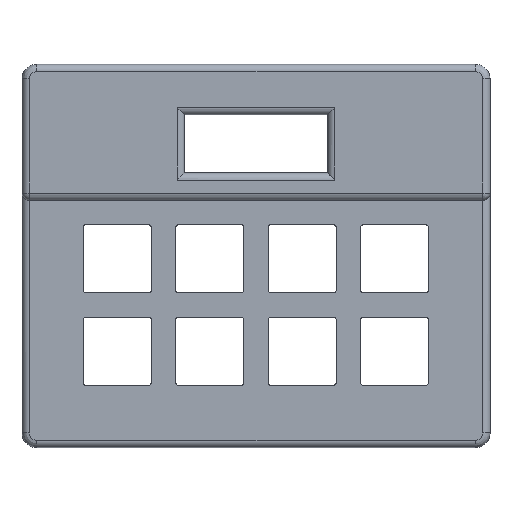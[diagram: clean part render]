
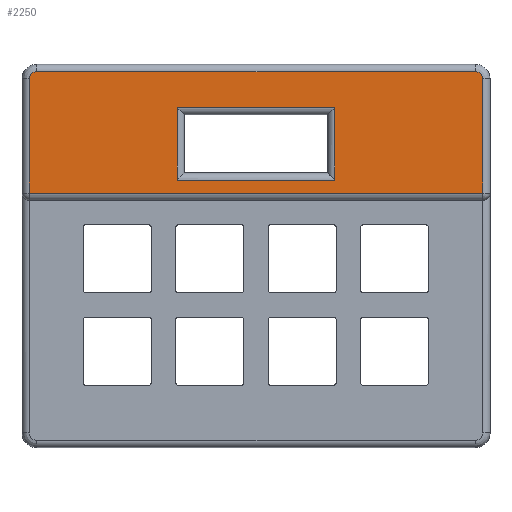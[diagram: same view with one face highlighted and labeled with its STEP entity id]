
A CAD part, top view. The second image highlights one B-rep face of the part: STEP entity #2250.
In plain terms, the highlighted planar face has unit normal (0, 0, 1).
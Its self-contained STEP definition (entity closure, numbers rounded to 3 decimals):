
#31=FACE_BOUND('',#268,.T.);
#57=PLANE('',#2425);
#138=FACE_OUTER_BOUND('',#267,.T.);
#267=EDGE_LOOP('',(#1632,#1633,#1634,#1635,#1636,#1637));
#268=EDGE_LOOP('',(#1638,#1639,#1640,#1641));
#418=LINE('',#3451,#639);
#420=LINE('',#3457,#641);
#422=LINE('',#3475,#643);
#423=LINE('',#3491,#644);
#431=LINE('',#3507,#652);
#432=LINE('',#3509,#653);
#433=LINE('',#3511,#654);
#434=LINE('',#3512,#655);
#639=VECTOR('',#2734,10.);
#641=VECTOR('',#2740,10.);
#643=VECTOR('',#2752,10.);
#644=VECTOR('',#2761,10.);
#652=VECTOR('',#2781,10.);
#653=VECTOR('',#2782,10.);
#654=VECTOR('',#2783,10.);
#655=VECTOR('',#2784,10.);
#855=CIRCLE('',#2412,1.5);
#859=CIRCLE('',#2417,1.5);
#968=VERTEX_POINT('',#3383);
#971=VERTEX_POINT('',#3390);
#986=VERTEX_POINT('',#3455);
#987=VERTEX_POINT('',#3468);
#988=VERTEX_POINT('',#3473);
#990=VERTEX_POINT('',#3486);
#991=VERTEX_POINT('',#3505);
#992=VERTEX_POINT('',#3506);
#993=VERTEX_POINT('',#3508);
#994=VERTEX_POINT('',#3510);
#1220=EDGE_CURVE('',#968,#971,#418,.T.);
#1223=EDGE_CURVE('',#986,#968,#420,.T.);
#1226=EDGE_CURVE('',#987,#986,#855,.T.);
#1229=EDGE_CURVE('',#988,#987,#422,.T.);
#1231=EDGE_CURVE('',#990,#988,#859,.T.);
#1233=EDGE_CURVE('',#971,#990,#423,.T.);
#1241=EDGE_CURVE('',#991,#992,#431,.T.);
#1242=EDGE_CURVE('',#993,#991,#432,.T.);
#1243=EDGE_CURVE('',#994,#993,#433,.T.);
#1244=EDGE_CURVE('',#992,#994,#434,.T.);
#1632=ORIENTED_EDGE('',*,*,#1220,.F.);
#1633=ORIENTED_EDGE('',*,*,#1223,.F.);
#1634=ORIENTED_EDGE('',*,*,#1226,.F.);
#1635=ORIENTED_EDGE('',*,*,#1229,.F.);
#1636=ORIENTED_EDGE('',*,*,#1231,.F.);
#1637=ORIENTED_EDGE('',*,*,#1233,.F.);
#1638=ORIENTED_EDGE('',*,*,#1241,.F.);
#1639=ORIENTED_EDGE('',*,*,#1242,.F.);
#1640=ORIENTED_EDGE('',*,*,#1243,.F.);
#1641=ORIENTED_EDGE('',*,*,#1244,.F.);
#2250=ADVANCED_FACE('',(#138,#31),#57,.T.);
#2412=AXIS2_PLACEMENT_3D('',#3470,#2744,#2745);
#2417=AXIS2_PLACEMENT_3D('',#3488,#2755,#2756);
#2425=AXIS2_PLACEMENT_3D('',#3504,#2779,#2780);
#2734=DIRECTION('',(-1.,0.,0.));
#2740=DIRECTION('',(0.,-1.,0.));
#2744=DIRECTION('center_axis',(0.,0.,-1.));
#2745=DIRECTION('ref_axis',(0.707,0.707,0.));
#2752=DIRECTION('',(1.,0.,0.));
#2755=DIRECTION('center_axis',(0.,0.,-1.));
#2756=DIRECTION('ref_axis',(-0.707,0.707,0.));
#2761=DIRECTION('',(0.,1.,0.));
#2779=DIRECTION('center_axis',(0.,0.,1.));
#2780=DIRECTION('ref_axis',(-1.,0.,0.));
#2781=DIRECTION('',(0.,1.,0.));
#2782=DIRECTION('',(1.,0.,0.));
#2783=DIRECTION('',(0.,-1.,0.));
#2784=DIRECTION('',(-1.,0.,0.));
#3383=CARTESIAN_POINT('',(49.337,-8.44,26.));
#3390=CARTESIAN_POINT('',(-44.113,-8.44,26.));
#3451=CARTESIAN_POINT('',(-21.5,-8.44,26.));
#3455=CARTESIAN_POINT('',(49.337,15.065,26.));
#3457=CARTESIAN_POINT('',(49.337,-23.251,26.));
#3468=CARTESIAN_POINT('',(47.837,16.565,26.));
#3470=CARTESIAN_POINT('Origin',(47.837,15.065,26.));
#3473=CARTESIAN_POINT('',(-42.613,16.565,26.));
#3475=CARTESIAN_POINT('',(21.656,16.565,26.));
#3486=CARTESIAN_POINT('',(-44.113,15.065,26.));
#3488=CARTESIAN_POINT('Origin',(-42.613,15.065,26.));
#3491=CARTESIAN_POINT('',(-44.113,-4.201,26.));
#3504=CARTESIAN_POINT('Origin',(2.612,4.063,26.));
#3505=CARTESIAN_POINT('',(18.865,-5.79,26.));
#3506=CARTESIAN_POINT('',(18.865,9.21,26.));
#3507=CARTESIAN_POINT('',(18.865,5.887,26.));
#3508=CARTESIAN_POINT('',(-13.635,-5.79,26.));
#3509=CARTESIAN_POINT('',(9.989,-5.79,26.));
#3510=CARTESIAN_POINT('',(-13.635,9.21,26.));
#3511=CARTESIAN_POINT('',(-13.635,-0.113,26.));
#3512=CARTESIAN_POINT('',(-4.761,9.21,26.));
